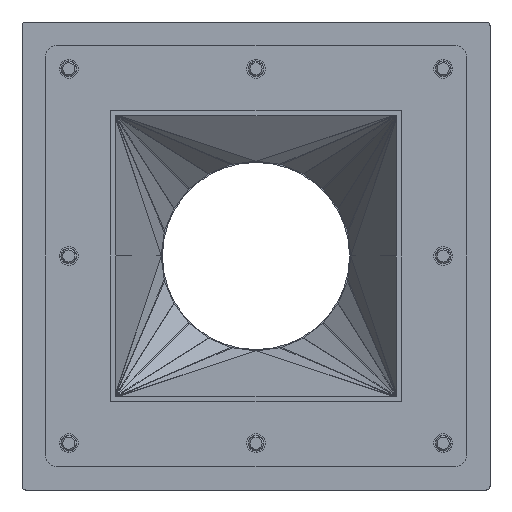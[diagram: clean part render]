
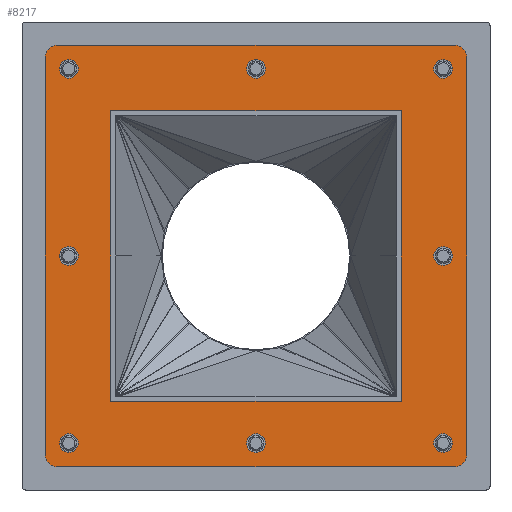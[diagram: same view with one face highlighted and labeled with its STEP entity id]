
A CAD part, front view. The second image highlights one B-rep face of the part: STEP entity #8217.
In plain terms, the highlighted planar face has unit normal (0, -1, 0).
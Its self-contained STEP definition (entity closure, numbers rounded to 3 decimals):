
#384=LINE('',#11883,#940);
#389=LINE('',#11896,#945);
#393=LINE('',#11910,#949);
#397=LINE('',#11917,#953);
#398=LINE('',#11960,#954);
#399=LINE('',#11964,#955);
#400=LINE('',#11967,#956);
#401=LINE('',#11968,#957);
#940=VECTOR('',#9711,10.);
#945=VECTOR('',#9724,10.);
#949=VECTOR('',#9736,10.);
#953=VECTOR('',#9742,10.);
#954=VECTOR('',#9793,10.);
#955=VECTOR('',#9796,10.);
#956=VECTOR('',#9799,10.);
#957=VECTOR('',#9800,10.);
#1810=FACE_BOUND('',#2611,.T.);
#1811=FACE_BOUND('',#2612,.T.);
#1812=FACE_BOUND('',#2613,.T.);
#1813=FACE_BOUND('',#2614,.T.);
#1814=FACE_BOUND('',#2615,.T.);
#1815=FACE_BOUND('',#2616,.T.);
#1816=FACE_BOUND('',#2617,.T.);
#1817=FACE_BOUND('',#2618,.T.);
#1818=FACE_BOUND('',#2619,.T.);
#2009=FACE_OUTER_BOUND('',#2610,.T.);
#2610=EDGE_LOOP('',(#5392,#5393,#5394,#5395,#5396,#5397,#5398,#5399));
#2611=EDGE_LOOP('',(#5400,#5401,#5402,#5403));
#2612=EDGE_LOOP('',(#5404));
#2613=EDGE_LOOP('',(#5405));
#2614=EDGE_LOOP('',(#5406));
#2615=EDGE_LOOP('',(#5407));
#2616=EDGE_LOOP('',(#5408));
#2617=EDGE_LOOP('',(#5409));
#2618=EDGE_LOOP('',(#5410));
#2619=EDGE_LOOP('',(#5411));
#3289=CIRCLE('',#8815,6.);
#3291=CIRCLE('',#8819,6.);
#3292=CIRCLE('',#8823,5.);
#3294=CIRCLE('',#8826,5.);
#3296=CIRCLE('',#8829,5.);
#3298=CIRCLE('',#8832,5.);
#3300=CIRCLE('',#8835,5.);
#3302=CIRCLE('',#8838,5.);
#3304=CIRCLE('',#8841,5.);
#3306=CIRCLE('',#8844,5.);
#3308=CIRCLE('',#8847,6.);
#3309=CIRCLE('',#8848,6.);
#3522=VERTEX_POINT('',#11880);
#3523=VERTEX_POINT('',#11882);
#3525=VERTEX_POINT('',#11888);
#3527=VERTEX_POINT('',#11894);
#3529=VERTEX_POINT('',#11900);
#3532=VERTEX_POINT('',#11907);
#3533=VERTEX_POINT('',#11909);
#3535=VERTEX_POINT('',#11915);
#3536=VERTEX_POINT('',#11919);
#3538=VERTEX_POINT('',#11924);
#3540=VERTEX_POINT('',#11929);
#3542=VERTEX_POINT('',#11934);
#3544=VERTEX_POINT('',#11939);
#3546=VERTEX_POINT('',#11944);
#3548=VERTEX_POINT('',#11949);
#3550=VERTEX_POINT('',#11954);
#3552=VERTEX_POINT('',#11959);
#3553=VERTEX_POINT('',#11961);
#3554=VERTEX_POINT('',#11963);
#3555=VERTEX_POINT('',#11966);
#4194=EDGE_CURVE('',#3522,#3523,#384,.T.);
#4198=EDGE_CURVE('',#3525,#3522,#3289,.T.);
#4201=EDGE_CURVE('',#3527,#3525,#389,.T.);
#4204=EDGE_CURVE('',#3529,#3527,#3291,.T.);
#4207=EDGE_CURVE('',#3533,#3532,#393,.T.);
#4211=EDGE_CURVE('',#3532,#3535,#397,.T.);
#4212=EDGE_CURVE('',#3536,#3536,#3292,.T.);
#4214=EDGE_CURVE('',#3538,#3538,#3294,.T.);
#4216=EDGE_CURVE('',#3540,#3540,#3296,.T.);
#4218=EDGE_CURVE('',#3542,#3542,#3298,.T.);
#4220=EDGE_CURVE('',#3544,#3544,#3300,.T.);
#4222=EDGE_CURVE('',#3546,#3546,#3302,.T.);
#4224=EDGE_CURVE('',#3548,#3548,#3304,.T.);
#4226=EDGE_CURVE('',#3550,#3550,#3306,.T.);
#4228=EDGE_CURVE('',#3552,#3529,#398,.T.);
#4229=EDGE_CURVE('',#3553,#3552,#3308,.T.);
#4230=EDGE_CURVE('',#3554,#3553,#399,.T.);
#4231=EDGE_CURVE('',#3523,#3554,#3309,.T.);
#4232=EDGE_CURVE('',#3535,#3555,#400,.T.);
#4233=EDGE_CURVE('',#3555,#3533,#401,.T.);
#5392=ORIENTED_EDGE('',*,*,#4204,.F.);
#5393=ORIENTED_EDGE('',*,*,#4228,.F.);
#5394=ORIENTED_EDGE('',*,*,#4229,.F.);
#5395=ORIENTED_EDGE('',*,*,#4230,.F.);
#5396=ORIENTED_EDGE('',*,*,#4231,.F.);
#5397=ORIENTED_EDGE('',*,*,#4194,.F.);
#5398=ORIENTED_EDGE('',*,*,#4198,.F.);
#5399=ORIENTED_EDGE('',*,*,#4201,.F.);
#5400=ORIENTED_EDGE('',*,*,#4211,.T.);
#5401=ORIENTED_EDGE('',*,*,#4232,.T.);
#5402=ORIENTED_EDGE('',*,*,#4233,.T.);
#5403=ORIENTED_EDGE('',*,*,#4207,.T.);
#5404=ORIENTED_EDGE('',*,*,#4212,.T.);
#5405=ORIENTED_EDGE('',*,*,#4214,.T.);
#5406=ORIENTED_EDGE('',*,*,#4216,.T.);
#5407=ORIENTED_EDGE('',*,*,#4218,.T.);
#5408=ORIENTED_EDGE('',*,*,#4220,.T.);
#5409=ORIENTED_EDGE('',*,*,#4222,.T.);
#5410=ORIENTED_EDGE('',*,*,#4224,.T.);
#5411=ORIENTED_EDGE('',*,*,#4226,.T.);
#7376=PLANE('',#8846);
#8217=ADVANCED_FACE('',(#2009,#1810,#1811,#1812,#1813,#1814,#1815,#1816,
#1817,#1818),#7376,.T.);
#8815=AXIS2_PLACEMENT_3D('',#11890,#9718,#9719);
#8819=AXIS2_PLACEMENT_3D('',#11902,#9730,#9731);
#8823=AXIS2_PLACEMENT_3D('',#11920,#9745,#9746);
#8826=AXIS2_PLACEMENT_3D('',#11925,#9751,#9752);
#8829=AXIS2_PLACEMENT_3D('',#11930,#9757,#9758);
#8832=AXIS2_PLACEMENT_3D('',#11935,#9763,#9764);
#8835=AXIS2_PLACEMENT_3D('',#11940,#9769,#9770);
#8838=AXIS2_PLACEMENT_3D('',#11945,#9775,#9776);
#8841=AXIS2_PLACEMENT_3D('',#11950,#9781,#9782);
#8844=AXIS2_PLACEMENT_3D('',#11955,#9787,#9788);
#8846=AXIS2_PLACEMENT_3D('',#11958,#9791,#9792);
#8847=AXIS2_PLACEMENT_3D('',#11962,#9794,#9795);
#8848=AXIS2_PLACEMENT_3D('',#11965,#9797,#9798);
#9711=DIRECTION('',(0.,0.,1.));
#9718=DIRECTION('center_axis',(0.,1.,0.));
#9719=DIRECTION('ref_axis',(-0.707,0.,-0.707));
#9724=DIRECTION('',(-1.,0.,0.));
#9730=DIRECTION('center_axis',(0.,1.,0.));
#9731=DIRECTION('ref_axis',(0.707,0.,-0.707));
#9736=DIRECTION('',(1.,0.,0.));
#9742=DIRECTION('',(0.,0.,-1.));
#9745=DIRECTION('center_axis',(0.,1.,0.));
#9746=DIRECTION('ref_axis',(-1.,0.,0.));
#9751=DIRECTION('center_axis',(0.,1.,0.));
#9752=DIRECTION('ref_axis',(-1.,0.,0.));
#9757=DIRECTION('center_axis',(0.,1.,0.));
#9758=DIRECTION('ref_axis',(-1.,0.,0.));
#9763=DIRECTION('center_axis',(0.,1.,0.));
#9764=DIRECTION('ref_axis',(-1.,0.,0.));
#9769=DIRECTION('center_axis',(0.,1.,0.));
#9770=DIRECTION('ref_axis',(-1.,0.,0.));
#9775=DIRECTION('center_axis',(0.,1.,0.));
#9776=DIRECTION('ref_axis',(-1.,0.,0.));
#9781=DIRECTION('center_axis',(0.,1.,0.));
#9782=DIRECTION('ref_axis',(-1.,0.,0.));
#9787=DIRECTION('center_axis',(0.,1.,0.));
#9788=DIRECTION('ref_axis',(-1.,0.,0.));
#9791=DIRECTION('center_axis',(0.,-1.,0.));
#9792=DIRECTION('ref_axis',(1.,0.,0.));
#9793=DIRECTION('',(0.,0.,-1.));
#9794=DIRECTION('center_axis',(0.,1.,0.));
#9795=DIRECTION('ref_axis',(0.707,0.,0.707));
#9796=DIRECTION('',(1.,0.,0.));
#9797=DIRECTION('center_axis',(0.,1.,0.));
#9798=DIRECTION('ref_axis',(-0.707,0.,0.707));
#9799=DIRECTION('',(-1.,0.,0.));
#9800=DIRECTION('',(0.,0.,1.));
#11880=CARTESIAN_POINT('',(-112.5,-92.,-106.5));
#11882=CARTESIAN_POINT('',(-112.5,-92.,106.5));
#11883=CARTESIAN_POINT('',(-112.5,-92.,-112.5));
#11888=CARTESIAN_POINT('',(-106.5,-92.,-112.5));
#11890=CARTESIAN_POINT('Origin',(-106.5,-92.,-106.5));
#11894=CARTESIAN_POINT('',(106.5,-92.,-112.5));
#11896=CARTESIAN_POINT('',(112.5,-92.,-112.5));
#11900=CARTESIAN_POINT('',(112.5,-92.,-106.5));
#11902=CARTESIAN_POINT('Origin',(106.5,-92.,-106.5));
#11907=CARTESIAN_POINT('',(77.5,-92.,77.5));
#11909=CARTESIAN_POINT('',(-77.5,-92.,77.5));
#11910=CARTESIAN_POINT('',(-38.75,-92.,77.5));
#11915=CARTESIAN_POINT('',(77.5,-92.,-77.5));
#11917=CARTESIAN_POINT('',(77.5,-92.,38.75));
#11919=CARTESIAN_POINT('',(105.,-92.,-100.));
#11920=CARTESIAN_POINT('Origin',(100.,-92.,-100.));
#11924=CARTESIAN_POINT('',(5.,-92.,-100.));
#11925=CARTESIAN_POINT('Origin',(0.,-92.,-100.));
#11929=CARTESIAN_POINT('',(-95.,-92.,-100.));
#11930=CARTESIAN_POINT('Origin',(-100.,-92.,-100.));
#11934=CARTESIAN_POINT('',(105.,-92.,0.));
#11935=CARTESIAN_POINT('Origin',(100.,-92.,0.));
#11939=CARTESIAN_POINT('',(-95.,-92.,0.));
#11940=CARTESIAN_POINT('Origin',(-100.,-92.,0.));
#11944=CARTESIAN_POINT('',(105.,-92.,100.));
#11945=CARTESIAN_POINT('Origin',(100.,-92.,100.));
#11949=CARTESIAN_POINT('',(5.,-92.,100.));
#11950=CARTESIAN_POINT('Origin',(0.,-92.,100.));
#11954=CARTESIAN_POINT('',(-95.,-92.,100.));
#11955=CARTESIAN_POINT('Origin',(-100.,-92.,100.));
#11958=CARTESIAN_POINT('Origin',(0.,-92.,0.));
#11959=CARTESIAN_POINT('',(112.5,-92.,106.5));
#11960=CARTESIAN_POINT('',(112.5,-92.,112.5));
#11961=CARTESIAN_POINT('',(106.5,-92.,112.5));
#11962=CARTESIAN_POINT('Origin',(106.5,-92.,106.5));
#11963=CARTESIAN_POINT('',(-106.5,-92.,112.5));
#11964=CARTESIAN_POINT('',(-112.5,-92.,112.5));
#11965=CARTESIAN_POINT('Origin',(-106.5,-92.,106.5));
#11966=CARTESIAN_POINT('',(-77.5,-92.,-77.5));
#11967=CARTESIAN_POINT('',(38.75,-92.,-77.5));
#11968=CARTESIAN_POINT('',(-77.5,-92.,-38.75));
